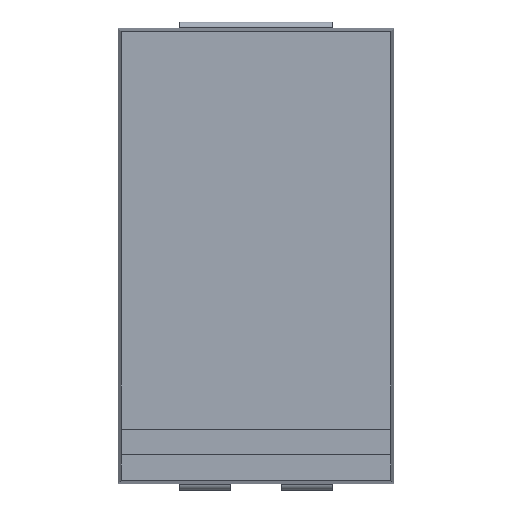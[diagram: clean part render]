
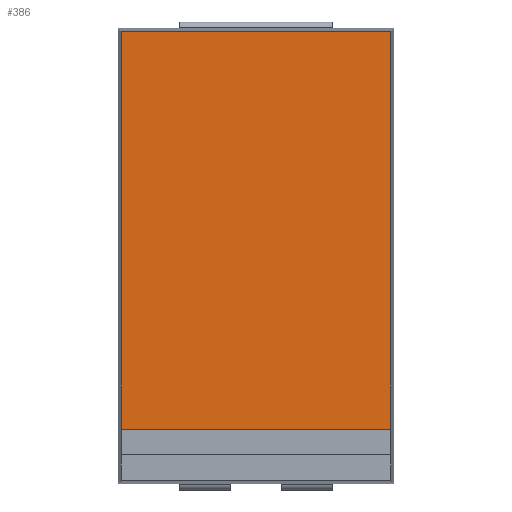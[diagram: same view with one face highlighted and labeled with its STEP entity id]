
A CAD part, top view. The second image highlights one B-rep face of the part: STEP entity #386.
In plain terms, the highlighted planar face has unit normal (0, 0, 1).
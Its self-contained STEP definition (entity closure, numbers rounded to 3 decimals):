
#386=ADVANCED_FACE('',(#472),#430,.T.);
#430=PLANE('',#1197);
#472=FACE_OUTER_BOUND('',#518,.T.);
#518=EDGE_LOOP('',(#595,#596,#597,#598));
#595=ORIENTED_EDGE('',*,*,#894,.F.);
#596=ORIENTED_EDGE('',*,*,#895,.T.);
#597=ORIENTED_EDGE('',*,*,#896,.T.);
#598=ORIENTED_EDGE('',*,*,#897,.T.);
#817=VERTEX_POINT('',#1540);
#818=VERTEX_POINT('',#1541);
#819=VERTEX_POINT('',#1543);
#820=VERTEX_POINT('',#1545);
#894=EDGE_CURVE('',#817,#818,#1006,.T.);
#895=EDGE_CURVE('',#817,#819,#1007,.T.);
#896=EDGE_CURVE('',#819,#820,#1008,.T.);
#897=EDGE_CURVE('',#820,#818,#1009,.T.);
#1006=LINE('',#1539,#1110);
#1007=LINE('',#1542,#1111);
#1008=LINE('',#1544,#1112);
#1009=LINE('',#1546,#1113);
#1110=VECTOR('',#1301,1.);
#1111=VECTOR('',#1302,1.);
#1112=VECTOR('',#1303,1.);
#1113=VECTOR('',#1304,1.);
#1197=AXIS2_PLACEMENT_3D('',#1547,#1305,#1306);
#1301=DIRECTION('',(-1.,0.,0.));
#1302=DIRECTION('',(0.,1.,0.));
#1303=DIRECTION('',(-1.,0.,0.));
#1304=DIRECTION('',(0.,-1.,0.));
#1305=DIRECTION('',(0.,0.,1.));
#1306=DIRECTION('',(1.,0.,0.));
#1539=CARTESIAN_POINT('',(2.1,-2.7,2.8));
#1540=CARTESIAN_POINT('',(2.1,-2.7,2.8));
#1541=CARTESIAN_POINT('',(-2.1,-2.7,2.8));
#1542=CARTESIAN_POINT('',(2.1,3.55,2.8));
#1543=CARTESIAN_POINT('',(2.1,3.5,2.8));
#1544=CARTESIAN_POINT('',(-2.15,3.5,2.8));
#1545=CARTESIAN_POINT('',(-2.1,3.5,2.8));
#1546=CARTESIAN_POINT('',(-2.1,-3.55,2.8));
#1547=CARTESIAN_POINT('',(2.15,-3.55,2.8));
